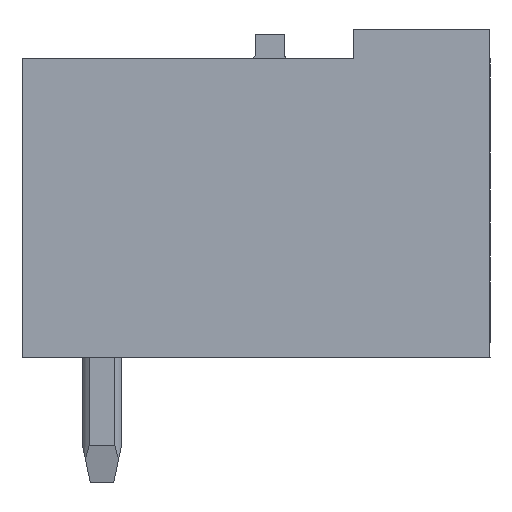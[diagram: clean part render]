
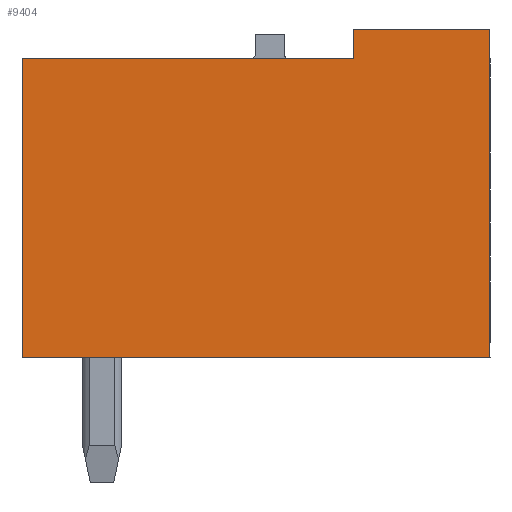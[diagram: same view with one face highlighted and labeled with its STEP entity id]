
A CAD part, left-side view. The second image highlights one B-rep face of the part: STEP entity #9404.
In plain terms, the highlighted planar face has unit normal (-1, 0, 0).
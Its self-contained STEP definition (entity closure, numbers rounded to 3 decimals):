
#9394=AXIS2_PLACEMENT_3D('Plane Axis2P3D',#9391,#9392,#9393) ;
#269=CARTESIAN_POINT('Vertex',(0.,3.5,11.63)) ;
#272=CARTESIAN_POINT('Line Origine',(0.,1.75,11.63)) ;
#276=CARTESIAN_POINT('Vertex',(0.,0.,11.63)) ;
#767=CARTESIAN_POINT('Vertex',(0.,12.,10.88)) ;
#770=CARTESIAN_POINT('Line Origine',(0.,7.75,10.88)) ;
#774=CARTESIAN_POINT('Vertex',(0.,3.5,10.88)) ;
#1170=CARTESIAN_POINT('Vertex',(0.,12.,3.2)) ;
#1173=CARTESIAN_POINT('Line Origine',(0.,12.,7.04)) ;
#1237=CARTESIAN_POINT('Vertex',(0.,0.,3.2)) ;
#1240=CARTESIAN_POINT('Line Origine',(0.,6.,3.2)) ;
#4751=CARTESIAN_POINT('Line Origine',(0.,0.,7.415)) ;
#8733=CARTESIAN_POINT('Line Origine',(0.,3.5,11.255)) ;
#9391=CARTESIAN_POINT('Axis2P3D Location',(0.,0.,0.)) ;
#273=DIRECTION('Vector Direction',(0.,-1.,0.)) ;
#771=DIRECTION('Vector Direction',(0.,1.,0.)) ;
#1174=DIRECTION('Vector Direction',(0.,0.,1.)) ;
#1241=DIRECTION('Vector Direction',(0.,1.,0.)) ;
#4752=DIRECTION('Vector Direction',(0.,0.,-1.)) ;
#8734=DIRECTION('Vector Direction',(0.,0.,1.)) ;
#9392=DIRECTION('Axis2P3D Direction',(-1.,0.,0.)) ;
#9393=DIRECTION('Axis2P3D XDirection',(0.,-1.,0.)) ;
#274=VECTOR('Line Direction',#273,1.) ;
#772=VECTOR('Line Direction',#771,1.) ;
#1175=VECTOR('Line Direction',#1174,1.) ;
#1242=VECTOR('Line Direction',#1241,1.) ;
#4753=VECTOR('Line Direction',#4752,1.) ;
#8735=VECTOR('Line Direction',#8734,1.) ;
#9397=ORIENTED_EDGE('',*,*,#4755,.T.) ;
#9398=ORIENTED_EDGE('',*,*,#278,.T.) ;
#9399=ORIENTED_EDGE('',*,*,#8737,.T.) ;
#9400=ORIENTED_EDGE('',*,*,#776,.T.) ;
#9401=ORIENTED_EDGE('',*,*,#1177,.T.) ;
#9402=ORIENTED_EDGE('',*,*,#1244,.T.) ;
#9404=ADVANCED_FACE('Housing',(#9403),#9395,.T.) ;
#278=EDGE_CURVE('',#277,#270,#275,.F.) ;
#776=EDGE_CURVE('',#775,#768,#773,.T.) ;
#1177=EDGE_CURVE('',#768,#1171,#1176,.F.) ;
#1244=EDGE_CURVE('',#1171,#1238,#1243,.F.) ;
#4755=EDGE_CURVE('',#1238,#277,#4754,.F.) ;
#8737=EDGE_CURVE('',#270,#775,#8736,.F.) ;
#9396=EDGE_LOOP('',(#9397,#9398,#9399,#9400,#9401,#9402)) ;
#9403=FACE_OUTER_BOUND('',#9396,.T.) ;
#275=LINE('Line',#272,#274) ;
#773=LINE('Line',#770,#772) ;
#1176=LINE('Line',#1173,#1175) ;
#1243=LINE('Line',#1240,#1242) ;
#4754=LINE('Line',#4751,#4753) ;
#8736=LINE('Line',#8733,#8735) ;
#9395=PLANE('',#9394) ;
#270=VERTEX_POINT('',#269) ;
#277=VERTEX_POINT('',#276) ;
#768=VERTEX_POINT('',#767) ;
#775=VERTEX_POINT('',#774) ;
#1171=VERTEX_POINT('',#1170) ;
#1238=VERTEX_POINT('',#1237) ;
